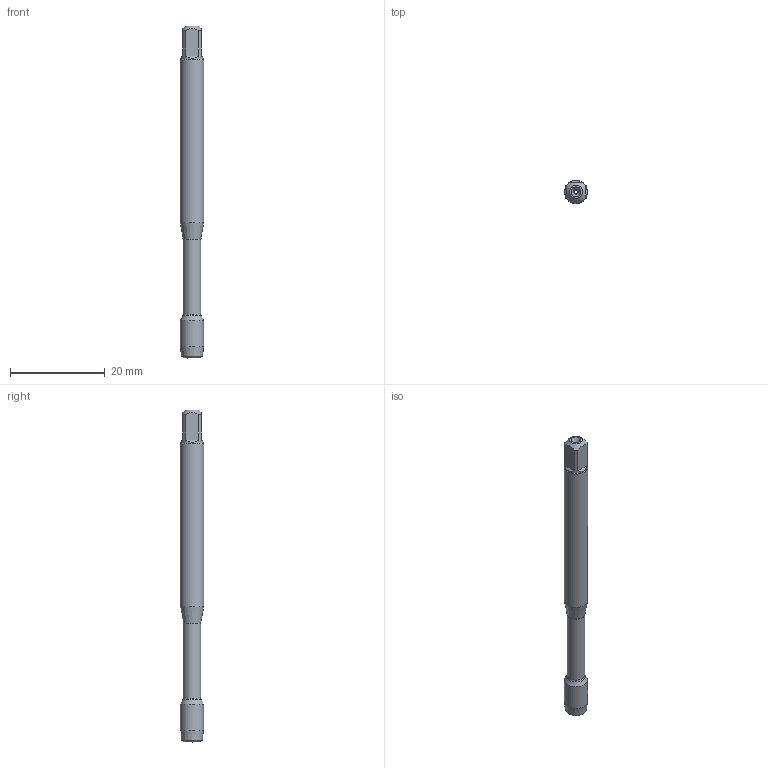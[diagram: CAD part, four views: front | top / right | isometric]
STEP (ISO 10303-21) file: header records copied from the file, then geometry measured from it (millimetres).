
FILE_DESCRIPTION(/* description */ (''),/* implementation_level */ '2;1');
FILE_NAME(/* name */ 'tool.stp',/* time_stamp */ '2022-05-05T19:51:41+02:00',/* author */ (''),/* organization */ ('SMS'),/* preprocessor_version */ 'ST-DEVELOPER v16.7',/* originating_system */ 'SIEMENS PLM Software NX 12.0',/* authorisation */ '');
FILE_SCHEMA (('AUTOMOTIVE_DESIGN { 1 0 10303 214 3 1 1 1 }'));
Length unit declared in the file: millimetre
Products named in the file (1): Tool
Bounding box: 4.93 x 4.93 x 70 mm (x, y, z)
Volume: 1107.6 mm3; surface area: 1219.8 mm2
Topology: 2 solids, 2 shells, 32 faces, 76 edges, 51 vertices
Faces by surface type: plane 12, cone 10, cylinder 8, torus 2
Full cylindrical faces by diameter (mm): 0.7 x2, 1 x2, 3.695 x1, 4.731 x1, 4.902 x1, 4.928 x1
Entity records: 877 total; most frequent: CARTESIAN_POINT 173, DIRECTION 146, ORIENTED_EDGE 94, AXIS2_PLACEMENT_3D 67, EDGE_LOOP 56, FACE_BOUND 48, EDGE_CURVE 47, VERTEX_POINT 39
